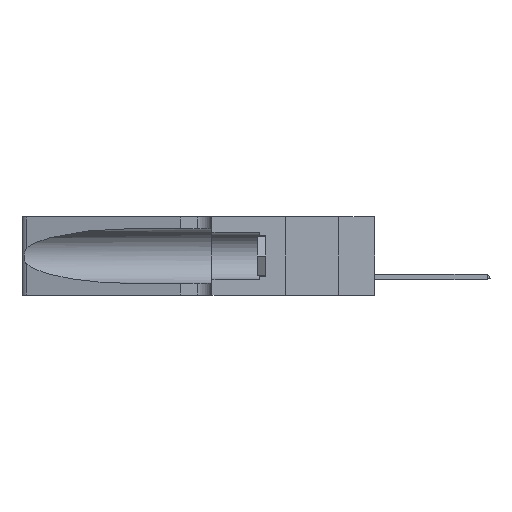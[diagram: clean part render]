
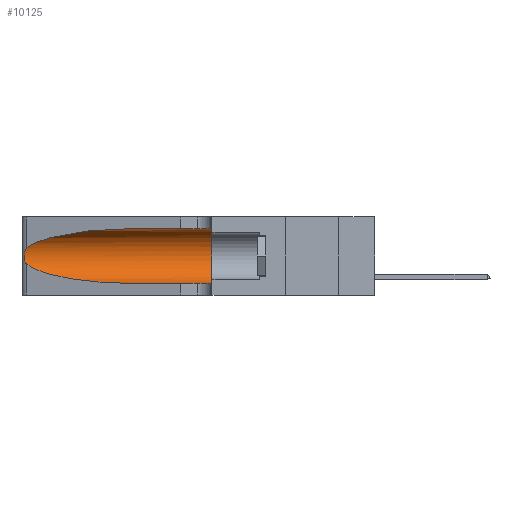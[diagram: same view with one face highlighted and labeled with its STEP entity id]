
A CAD part, left-side view. The second image highlights one B-rep face of the part: STEP entity #10125.
In plain terms, the highlighted cylindrical face has radius 3.308 mm (diameter 6.617 mm), a partial arc.
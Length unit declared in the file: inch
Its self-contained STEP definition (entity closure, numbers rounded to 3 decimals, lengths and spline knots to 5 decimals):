
#337 = CARTESIAN_POINT ( 'NONE',  ( 0.25854, 1.2359, 0.20912 ) ) ;
#445 = CARTESIAN_POINT ( 'NONE',  ( 0.25856, 1.23593, 0.16098 ) ) ;
#641 = CARTESIAN_POINT ( 'NONE',  ( 0.25787, 1.23484, 0.2124 ) ) ;
#1276 = ORIENTED_EDGE ( 'NONE', *, *, #28612, .T. ) ;
#1844 = DIRECTION ( 'NONE',  ( 0., -1., 0. ) ) ;
#1899 = CARTESIAN_POINT ( 'NONE',  ( 0.1305, 0.72297, 0.31525 ) ) ;
#2699 = CARTESIAN_POINT ( 'NONE',  ( 0.26018, 1.23835, 0.19895 ) ) ;
#2904 = CARTESIAN_POINT ( 'NONE',  ( 0.26017, 1.23833, 0.17102 ) ) ;
#3707 = EDGE_CURVE ( 'NONE', #19244, #19903, #24078, .T. ) ;
#5271 = CARTESIAN_POINT ( 'NONE',  ( 0.25639, 1.23184, 0.21858 ) ) ;
#5352 = CARTESIAN_POINT ( 'NONE',  ( 0.1305, 1.61858, 0.05475 ) ) ;
#5571 = ORIENTED_EDGE ( 'NONE', *, *, #3707, .T. ) ;
#5789 = EDGE_LOOP ( 'NONE', ( #16676, #27412, #1276, #5571, #22633, #26831 ) ) ;
#6451 = EDGE_CURVE ( 'NONE', #25468, #25937, #11850, .T. ) ;
#6968 = DIRECTION ( 'NONE',  ( 0., -1., 0. ) ) ;
#7645 = DIRECTION ( 'NONE',  ( 0., -1., 0. ) ) ;
#7666 = CARTESIAN_POINT ( 'NONE',  ( 0.25487, 1.22718, 0.22369 ) ) ;
#8232 = DIRECTION ( 'NONE',  ( 0., 0., 1. ) ) ;
#9857 = CARTESIAN_POINT ( 'NONE',  ( 0.1305, 0.35, 0.31525 ) ) ;
#9917 = CARTESIAN_POINT ( 'NONE',  ( 0.25487, 1.22718, 0.22369 ) ) ;
#10018 = VERTEX_POINT ( 'NONE', #1899 ) ;
#10124 = CARTESIAN_POINT ( 'NONE',  ( 0.18966, 0.96281, 0.31525 ) ) ;
#10125 = ADVANCED_FACE ( 'NONE', ( #26839 ), #22726, .F. ) ;
#10175 = CARTESIAN_POINT ( 'NONE',  ( 0.25789, 1.23486, 0.15765 ) ) ;
#10370 = VERTEX_POINT ( 'NONE', #9857 ) ;
#10963 = LINE ( 'NONE', #21124, #19520 ) ;
#11588 = AXIS2_PLACEMENT_3D ( 'NONE', #27226, #12945, #8232 ) ;
#11850 = B_SPLINE_CURVE_WITH_KNOTS ( 'NONE', 3,
 ( #7666, #12472, #5271, #641, #337, #2699, #19341, #22041, #2904, #445, #10175, #21829, #24165, #26655 ),
 .UNSPECIFIED., .F., .F.,
 ( 4, 2, 2, 2, 2, 2, 4 ),
 ( 0., 0.00027, 0.00053, 0.00107, 0.0016, 0.00187, 0.00214 ),
 .UNSPECIFIED. ) ;
#12472 = CARTESIAN_POINT ( 'NONE',  ( 0.25555, 1.22994, 0.2215 ) ) ;
#12945 = DIRECTION ( 'NONE',  ( 0., 1., 0. ) ) ;
#14631 = CARTESIAN_POINT ( 'NONE',  ( 0.2373, 1.15595, 0.28018 ) ) ;
#15883 = CARTESIAN_POINT ( 'NONE',  ( 0.1305, 1.61858, 0.185 ) ) ;
#16273 = CARTESIAN_POINT ( 'NONE',  ( 0.1305, 0.72297, 0.05475 ) ) ;
#16676 = ORIENTED_EDGE ( 'NONE', *, *, #23932, .T. ) ;
#18452 = CARTESIAN_POINT ( 'NONE',  ( 0.25487, 1.22718, 0.14631 ) ) ;
#18817 = VECTOR ( 'NONE', #7645, 39.37008 ) ;
#19244 = VERTEX_POINT ( 'NONE', #28882 ) ;
#19341 = CARTESIAN_POINT ( 'NONE',  ( 0.26075, 1.23896, 0.19203 ) ) ;
#19466 = CARTESIAN_POINT ( 'NONE',  ( 0.1305, 0.35, 0.05475 ) ) ;
#19520 = VECTOR ( 'NONE', #6968, 39.37008 ) ;
#19729 = EDGE_CURVE ( 'NONE', #10018, #10370, #10963, .T. ) ;
#19903 = VERTEX_POINT ( 'NONE', #19466 ) ;
#20960 = DIRECTION ( 'NONE',  ( 0., 0., -1. ) ) ;
#21036 = CARTESIAN_POINT ( 'NONE',  ( 0.2373, 1.15595, 0.08982 ) ) ;
#21124 = CARTESIAN_POINT ( 'NONE',  ( 0.1305, 1.61858, 0.31525 ) ) ;
#21202 = CIRCLE ( 'NONE', #11588, 0.13025 ) ;
#21620 = AXIS2_PLACEMENT_3D ( 'NONE', #15883, #1844, #20960 ) ;
#21829 = CARTESIAN_POINT ( 'NONE',  ( 0.25639, 1.23186, 0.15144 ) ) ;
#22041 = CARTESIAN_POINT ( 'NONE',  ( 0.26075, 1.23896, 0.178 ) ) ;
#22633 = ORIENTED_EDGE ( 'NONE', *, *, #27153, .F. ) ;
#22726 = CYLINDRICAL_SURFACE ( 'NONE', #21620, 0.13025 ) ;
#23932 = EDGE_CURVE ( 'NONE', #10018, #25468, #29815, .T. ) ;
#24078 = LINE ( 'NONE', #5352, #18817 ) ;
#24165 = CARTESIAN_POINT ( 'NONE',  ( 0.25555, 1.22993, 0.14849 ) ) ;
#24216 = CARTESIAN_POINT ( 'NONE',  ( 0.1305, 0.72297, 0.31525 ) ) ;
#25468 = VERTEX_POINT ( 'NONE', #28131 ) ;
#25937 = VERTEX_POINT ( 'NONE', #27481 ) ;
#26593 =( BOUNDED_CURVE ( )  B_SPLINE_CURVE ( 3, ( #18452, #21036, #30653, #16273 ),
 .UNSPECIFIED., .F., .F. ) 
 B_SPLINE_CURVE_WITH_KNOTS ( ( 4, 4 ),
 ( 3.44316, 4.71239 ),
 .UNSPECIFIED. ) 
 CURVE ( )  GEOMETRIC_REPRESENTATION_ITEM ( )  RATIONAL_B_SPLINE_CURVE ( ( 1., 0.87, 0.87, 1. ) ) 
 REPRESENTATION_ITEM ( '' )  );
#26655 = CARTESIAN_POINT ( 'NONE',  ( 0.25487, 1.22718, 0.14631 ) ) ;
#26831 = ORIENTED_EDGE ( 'NONE', *, *, #19729, .F. ) ;
#26839 = FACE_OUTER_BOUND ( 'NONE', #5789, .T. ) ;
#27153 = EDGE_CURVE ( 'NONE', #10370, #19903, #21202, .T. ) ;
#27226 = CARTESIAN_POINT ( 'NONE',  ( 0.1305, 0.35, 0.185 ) ) ;
#27412 = ORIENTED_EDGE ( 'NONE', *, *, #6451, .T. ) ;
#27481 = CARTESIAN_POINT ( 'NONE',  ( 0.25487, 1.22718, 0.14631 ) ) ;
#28131 = CARTESIAN_POINT ( 'NONE',  ( 0.25487, 1.22718, 0.22369 ) ) ;
#28612 = EDGE_CURVE ( 'NONE', #25937, #19244, #26593, .T. ) ;
#28882 = CARTESIAN_POINT ( 'NONE',  ( 0.1305, 0.72297, 0.05475 ) ) ;
#29815 =( BOUNDED_CURVE ( )  B_SPLINE_CURVE ( 3, ( #24216, #10124, #14631, #9917 ),
 .UNSPECIFIED., .F., .T. ) 
 B_SPLINE_CURVE_WITH_KNOTS ( ( 4, 4 ),
 ( 1.5708, 2.84003 ),
 .UNSPECIFIED. ) 
 CURVE ( )  GEOMETRIC_REPRESENTATION_ITEM ( )  RATIONAL_B_SPLINE_CURVE ( ( 1., 0.87, 0.87, 1. ) ) 
 REPRESENTATION_ITEM ( '' )  );
#30653 = CARTESIAN_POINT ( 'NONE',  ( 0.18966, 0.96281, 0.05475 ) ) ;
